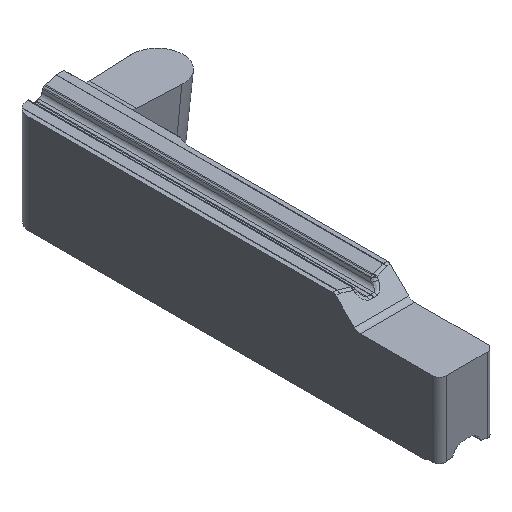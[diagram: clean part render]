
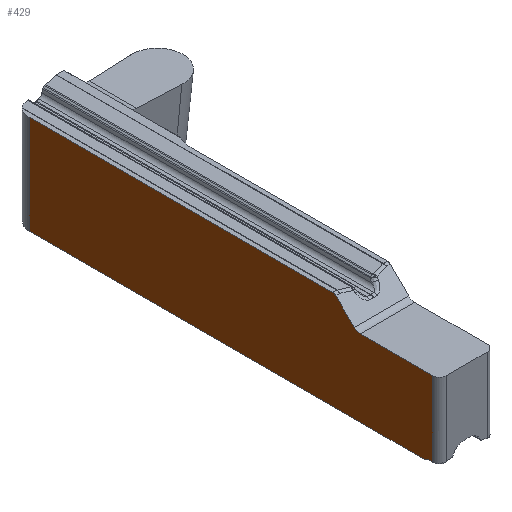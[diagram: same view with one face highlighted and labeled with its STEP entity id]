
A CAD part, isometric view. The second image highlights one B-rep face of the part: STEP entity #429.
In plain terms, the highlighted planar face has unit normal (-1, 0, 0).
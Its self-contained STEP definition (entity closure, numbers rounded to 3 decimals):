
#200=B_SPLINE_CURVE_WITH_KNOTS('',3,(#4698,#4699,#4700,#4701),
 .UNSPECIFIED.,.F.,.F.,(4,4),(0.,1.),.UNSPECIFIED.);
#201=B_SPLINE_CURVE_WITH_KNOTS('',3,(#4705,#4706,#4707,#4708),
 .UNSPECIFIED.,.F.,.F.,(4,4),(0.,1.),.UNSPECIFIED.);
#330=CIRCLE('',#3381,0.5);
#331=CIRCLE('',#3382,0.25);
#332=CIRCLE('',#3383,0.3);
#429=ADVANCED_FACE('',(#682),#630,.F.);
#630=PLANE('',#3384);
#682=FACE_OUTER_BOUND('',#887,.T.);
#887=EDGE_LOOP('',(#1212,#1213,#1214,#1215,#1216,#1217,#1218,#1219,#1220,
#1221,#1222,#1223,#1224,#1225));
#1212=ORIENTED_EDGE('',*,*,#2482,.T.);
#1213=ORIENTED_EDGE('',*,*,#2483,.T.);
#1214=ORIENTED_EDGE('',*,*,#2484,.F.);
#1215=ORIENTED_EDGE('',*,*,#2485,.F.);
#1216=ORIENTED_EDGE('',*,*,#2446,.F.);
#1217=ORIENTED_EDGE('',*,*,#2486,.T.);
#1218=ORIENTED_EDGE('',*,*,#2487,.T.);
#1219=ORIENTED_EDGE('',*,*,#2488,.T.);
#1220=ORIENTED_EDGE('',*,*,#2489,.F.);
#1221=ORIENTED_EDGE('',*,*,#2490,.T.);
#1222=ORIENTED_EDGE('',*,*,#2491,.T.);
#1223=ORIENTED_EDGE('',*,*,#2492,.F.);
#1224=ORIENTED_EDGE('',*,*,#2477,.T.);
#1225=ORIENTED_EDGE('',*,*,#2493,.T.);
#2148=VERTEX_POINT('',#4570);
#2155=VERTEX_POINT('',#4603);
#2182=VERTEX_POINT('',#4676);
#2183=VERTEX_POINT('',#4677);
#2186=VERTEX_POINT('',#4689);
#2187=VERTEX_POINT('',#4690);
#2188=VERTEX_POINT('',#4692);
#2189=VERTEX_POINT('',#4694);
#2190=VERTEX_POINT('',#4697);
#2191=VERTEX_POINT('',#4702);
#2192=VERTEX_POINT('',#4704);
#2193=VERTEX_POINT('',#4709);
#2194=VERTEX_POINT('',#4711);
#2195=VERTEX_POINT('',#4713);
#2446=EDGE_CURVE('',#2155,#2148,#2919,.T.);
#2477=EDGE_CURVE('',#2182,#2183,#2934,.T.);
#2482=EDGE_CURVE('',#2186,#2187,#330,.T.);
#2483=EDGE_CURVE('',#2187,#2188,#2935,.T.);
#2484=EDGE_CURVE('',#2189,#2188,#331,.T.);
#2485=EDGE_CURVE('',#2148,#2189,#2936,.T.);
#2486=EDGE_CURVE('',#2155,#2190,#2937,.T.);
#2487=EDGE_CURVE('',#2190,#2191,#200,.T.);
#2488=EDGE_CURVE('',#2191,#2192,#2938,.T.);
#2489=EDGE_CURVE('',#2193,#2192,#201,.T.);
#2490=EDGE_CURVE('',#2193,#2194,#2939,.T.);
#2491=EDGE_CURVE('',#2194,#2195,#332,.T.);
#2492=EDGE_CURVE('',#2182,#2195,#2940,.T.);
#2493=EDGE_CURVE('',#2183,#2186,#2941,.T.);
#2919=LINE('',#4604,#3106);
#2934=LINE('',#4675,#3121);
#2935=LINE('',#4691,#3122);
#2936=LINE('',#4695,#3123);
#2937=LINE('',#4696,#3124);
#2938=LINE('',#4703,#3125);
#2939=LINE('',#4710,#3126);
#2940=LINE('',#4714,#3127);
#2941=LINE('',#4715,#3128);
#3106=VECTOR('',#3705,1.);
#3121=VECTOR('',#3756,1.);
#3122=VECTOR('',#3767,1.);
#3123=VECTOR('',#3770,1.);
#3124=VECTOR('',#3771,1.);
#3125=VECTOR('',#3772,1.);
#3126=VECTOR('',#3773,1.);
#3127=VECTOR('',#3776,1.);
#3128=VECTOR('',#3777,1.);
#3381=AXIS2_PLACEMENT_3D('',#4688,#3765,#3766);
#3382=AXIS2_PLACEMENT_3D('',#4693,#3768,#3769);
#3383=AXIS2_PLACEMENT_3D('',#4712,#3774,#3775);
#3384=AXIS2_PLACEMENT_3D('',#4716,#3778,#3779);
#3705=DIRECTION('',(0.,0.,1.));
#3756=DIRECTION('',(0.,0.,1.));
#3765=DIRECTION('',(1.,0.,0.));
#3766=DIRECTION('',(0.,-1.,0.));
#3767=DIRECTION('',(0.,0.707,0.707));
#3768=DIRECTION('',(1.,0.,0.));
#3769=DIRECTION('',(0.,-1.,0.));
#3770=DIRECTION('',(0.,-1.,0.));
#3771=DIRECTION('',(0.,-1.,0.));
#3772=DIRECTION('',(0.,-1.,0.));
#3773=DIRECTION('',(0.,-1.,0.));
#3774=DIRECTION('',(1.,0.,0.));
#3775=DIRECTION('',(0.,-1.,0.));
#3776=DIRECTION('',(0.,1.,0.));
#3777=DIRECTION('',(0.,1.,0.));
#3778=DIRECTION('',(1.,0.,0.));
#3779=DIRECTION('',(0.,-1.,0.));
#4570=CARTESIAN_POINT('',(-1.6,11.425,1.295));
#4603=CARTESIAN_POINT('',(-1.6,11.425,-4.495));
#4604=CARTESIAN_POINT('',(-1.6,11.425,10.));
#4675=CARTESIAN_POINT('',(-1.6,-12.25,10.));
#4676=CARTESIAN_POINT('',(-1.6,-12.25,-4.395));
#4677=CARTESIAN_POINT('',(-1.6,-12.25,0.));
#4688=CARTESIAN_POINT('',(-1.6,-8.003,0.5));
#4689=CARTESIAN_POINT('',(-1.6,-8.003,0.));
#4690=CARTESIAN_POINT('',(-1.6,-7.649,0.146));
#4691=CARTESIAN_POINT('',(-1.6,-5.023,2.773));
#4692=CARTESIAN_POINT('',(-1.6,-6.573,1.222));
#4693=CARTESIAN_POINT('',(-1.6,-6.396,1.045));
#4694=CARTESIAN_POINT('',(-1.6,-6.396,1.295));
#4695=CARTESIAN_POINT('',(-1.6,-12.25,1.295));
#4696=CARTESIAN_POINT('',(-1.6,-12.25,-4.495));
#4697=CARTESIAN_POINT('',(-1.6,7.134,-4.495));
#4698=CARTESIAN_POINT('',(-1.6,7.134,-4.495));
#4699=CARTESIAN_POINT('',(-1.6,5.549,-4.495));
#4700=CARTESIAN_POINT('',(-1.6,3.963,-4.495));
#4701=CARTESIAN_POINT('',(-1.6,2.378,-4.495));
#4702=CARTESIAN_POINT('',(-1.6,2.378,-4.495));
#4703=CARTESIAN_POINT('',(-1.6,-12.25,-4.495));
#4704=CARTESIAN_POINT('',(-1.6,-2.378,-4.495));
#4705=CARTESIAN_POINT('',(-1.6,-7.134,-4.495));
#4706=CARTESIAN_POINT('',(-1.6,-5.549,-4.495));
#4707=CARTESIAN_POINT('',(-1.6,-3.963,-4.495));
#4708=CARTESIAN_POINT('',(-1.6,-2.378,-4.495));
#4709=CARTESIAN_POINT('',(-1.6,-7.134,-4.495));
#4710=CARTESIAN_POINT('',(-1.6,-12.25,-4.495));
#4711=CARTESIAN_POINT('',(-1.6,-11.826,-4.495));
#4712=CARTESIAN_POINT('',(-1.6,-12.05,-4.695));
#4713=CARTESIAN_POINT('',(-1.6,-12.05,-4.395));
#4714=CARTESIAN_POINT('',(-1.6,-12.25,-4.395));
#4715=CARTESIAN_POINT('',(-1.6,-12.25,0.));
#4716=CARTESIAN_POINT('',(-1.6,-12.25,10.));
